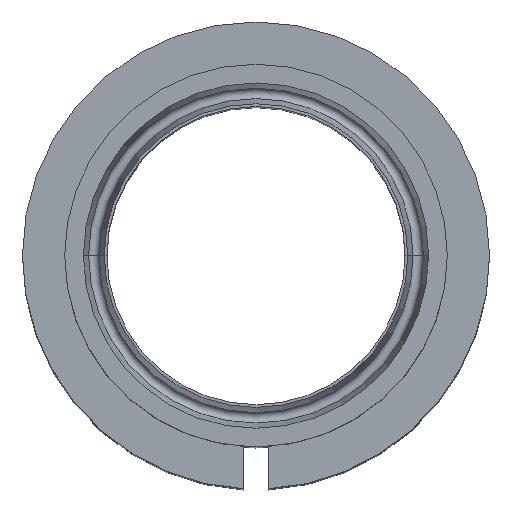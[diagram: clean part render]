
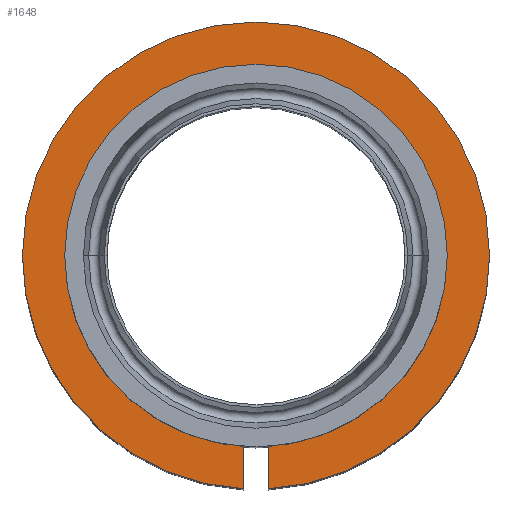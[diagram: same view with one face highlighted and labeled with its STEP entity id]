
A CAD part, top view. The second image highlights one B-rep face of the part: STEP entity #1648.
In plain terms, the highlighted planar face has unit normal (0, 0, 1).
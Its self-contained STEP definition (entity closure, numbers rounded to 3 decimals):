
#13 = DIRECTION ( 'NONE',  ( 0., 0., 1. ) ) ;
#22 = DIRECTION ( 'NONE',  ( 1., 0., 0. ) ) ;
#29 = CARTESIAN_POINT ( 'NONE',  ( 0., 0., 0. ) ) ;
#32 = DIRECTION ( 'NONE',  ( 0., 0., 1. ) ) ;
#33 = DIRECTION ( 'NONE',  ( 1., 0., 0. ) ) ;
#35 = CARTESIAN_POINT ( 'NONE',  ( 0., 0., 0. ) ) ;
#38 = DIRECTION ( 'NONE',  ( 1., 0., 0. ) ) ;
#39 = DIRECTION ( 'NONE',  ( 0., 0., 1. ) ) ;
#40 = CARTESIAN_POINT ( 'NONE',  ( 0., 0., 0. ) ) ;
#136 = EDGE_LOOP ( 'NONE', ( #1155, #1156, #1157, #1158, #1159, #1160, #1161, #1162 ) ) ;
#165 = VERTEX_POINT ( 'NONE', #166 ) ;
#166 = CARTESIAN_POINT ( 'NONE',  ( 19.25, 0., 0. ) ) ;
#203 = VERTEX_POINT ( 'NONE', #271 ) ;
#204 = VERTEX_POINT ( 'NONE', #272 ) ;
#209 = VERTEX_POINT ( 'NONE', #277 ) ;
#220 = VERTEX_POINT ( 'NONE', #288 ) ;
#224 = VERTEX_POINT ( 'NONE', #292 ) ;
#229 = VERTEX_POINT ( 'NONE', #297 ) ;
#230 = VERTEX_POINT ( 'NONE', #298 ) ;
#271 = CARTESIAN_POINT ( 'NONE',  ( -23.5, 0., 0. ) ) ;
#272 = CARTESIAN_POINT ( 'NONE',  ( -1.232, -19.211, 0. ) ) ;
#277 = CARTESIAN_POINT ( 'NONE',  ( -19.25, 0., 0. ) ) ;
#288 = CARTESIAN_POINT ( 'NONE',  ( 23.5, 0., 0. ) ) ;
#292 = CARTESIAN_POINT ( 'NONE',  ( 1.232, -23.468, 0. ) ) ;
#297 = CARTESIAN_POINT ( 'NONE',  ( -1.232, -23.468, 0. ) ) ;
#298 = CARTESIAN_POINT ( 'NONE',  ( 1.232, -19.211, 0. ) ) ;
#366 = CARTESIAN_POINT ( 'NONE',  ( 0., 0., 0. ) ) ;
#368 = DIRECTION ( 'NONE',  ( 0., 0., 1. ) ) ;
#369 = DIRECTION ( 'NONE',  ( 1., 0., 0. ) ) ;
#400 = CARTESIAN_POINT ( 'NONE',  ( 0., 0., 0. ) ) ;
#403 = CARTESIAN_POINT ( 'NONE',  ( -1.232, 0., 0. ) ) ;
#404 = DIRECTION ( 'NONE',  ( 0., -1., 0. ) ) ;
#412 = DIRECTION ( 'NONE',  ( 0., 0., 1. ) ) ;
#413 = DIRECTION ( 'NONE',  ( 1., 0., 0. ) ) ;
#421 = CARTESIAN_POINT ( 'NONE',  ( 0., 0., 0. ) ) ;
#423 = DIRECTION ( 'NONE',  ( 0., 0., 1. ) ) ;
#424 = DIRECTION ( 'NONE',  ( 1., 0., 0. ) ) ;
#428 = CARTESIAN_POINT ( 'NONE',  ( 1.232, 0., 0. ) ) ;
#429 = DIRECTION ( 'NONE',  ( 0., 1., 0. ) ) ;
#735 = CARTESIAN_POINT ( 'NONE',  ( 0., 23.5, 0. ) ) ;
#736 = PLANE ( 'NONE',  #1104 ) ;
#738 = DIRECTION ( 'NONE',  ( 0., 0., -1. ) ) ;
#739 = DIRECTION ( 'NONE',  ( -1., 0., 0. ) ) ;
#874 = AXIS2_PLACEMENT_3D ( 'NONE', #29, #39, #38 ) ;
#894 = EDGE_CURVE ( 'NONE', #220, #203, #1325, .T. ) ;
#897 = EDGE_CURVE ( 'NONE', #224, #220, #1327, .T. ) ;
#900 = EDGE_CURVE ( 'NONE', #165, #209, #1331, .T. ) ;
#916 = EDGE_CURVE ( 'NONE', #209, #204, #1357, .T. ) ;
#929 = EDGE_CURVE ( 'NONE', #204, #229, #1370, .T. ) ;
#933 = EDGE_CURVE ( 'NONE', #230, #165, #1381, .T. ) ;
#937 = EDGE_CURVE ( 'NONE', #203, #229, #1386, .T. ) ;
#939 = EDGE_CURVE ( 'NONE', #224, #230, #1377, .T. ) ;
#992 = AXIS2_PLACEMENT_3D ( 'NONE', #35, #32, #33 ) ;
#995 = AXIS2_PLACEMENT_3D ( 'NONE', #40, #13, #22 ) ;
#1001 = AXIS2_PLACEMENT_3D ( 'NONE', #366, #368, #369 ) ;
#1013 = AXIS2_PLACEMENT_3D ( 'NONE', #421, #423, #424 ) ;
#1014 = AXIS2_PLACEMENT_3D ( 'NONE', #400, #412, #413 ) ;
#1104 = AXIS2_PLACEMENT_3D ( 'NONE', #735, #738, #739 ) ;
#1155 = ORIENTED_EDGE ( 'NONE', *, *, #897, .T. ) ;
#1156 = ORIENTED_EDGE ( 'NONE', *, *, #894, .T. ) ;
#1157 = ORIENTED_EDGE ( 'NONE', *, *, #937, .T. ) ;
#1158 = ORIENTED_EDGE ( 'NONE', *, *, #929, .F. ) ;
#1159 = ORIENTED_EDGE ( 'NONE', *, *, #916, .F. ) ;
#1160 = ORIENTED_EDGE ( 'NONE', *, *, #900, .F. ) ;
#1161 = ORIENTED_EDGE ( 'NONE', *, *, #933, .F. ) ;
#1162 = ORIENTED_EDGE ( 'NONE', *, *, #939, .F. ) ;
#1325 = CIRCLE ( 'NONE', #874, 23.5 ) ;
#1327 = CIRCLE ( 'NONE', #992, 23.5 ) ;
#1331 = CIRCLE ( 'NONE', #995, 19.25 ) ;
#1357 = CIRCLE ( 'NONE', #1001, 19.25 ) ;
#1370 = LINE ( 'NONE', #403, #1371 ) ;
#1371 = VECTOR ( 'NONE', #404, 1000. ) ;
#1377 = LINE ( 'NONE', #428, #1385 ) ;
#1381 = CIRCLE ( 'NONE', #1014, 19.25 ) ;
#1385 = VECTOR ( 'NONE', #429, 1000. ) ;
#1386 = CIRCLE ( 'NONE', #1013, 23.5 ) ;
#1549 = FACE_OUTER_BOUND ( 'NONE', #136, .T. ) ;
#1648 = ADVANCED_FACE ( 'NONE', ( #1549 ), #736, .F. ) ;
